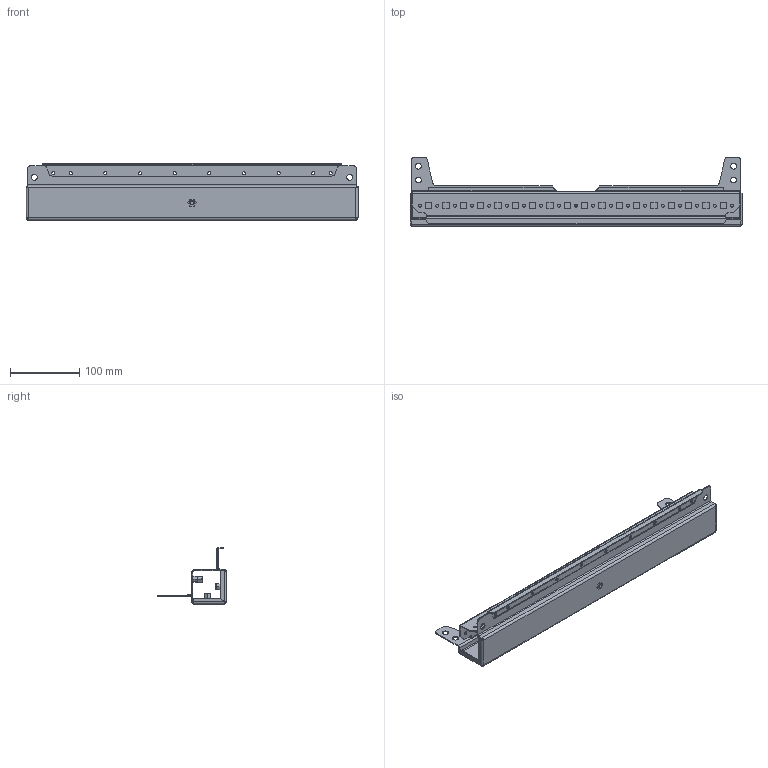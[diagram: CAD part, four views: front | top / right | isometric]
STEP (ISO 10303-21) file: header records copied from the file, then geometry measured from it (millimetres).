
FILE_DESCRIPTION (( 'STEP AP214' ), '1' );
FILE_NAME ('620.600.STEP', '2024-10-30T11:30:10', ( '' ), ( '' ), 'SwSTEP 2.0', 'SolidWorks 2021', '' );
FILE_SCHEMA (( 'AUTOMOTIVE_DESIGN' ));
Length unit declared in the file: millimetre
Products named in the file (4): 620.601; 620.600; Çàêëåïêà ðåçüáîâàÿ Ì6 øåñòèãðàííàÿ ñ óìåíüøåííûì áîðòîì; 620.602
Assembly tree (6 placements, depth 2):
  620.600
    620.601
    620.602
    Çàêëåïêà ðåçüáîâàÿ Ì6 øåñòèãðàííàÿ ñ óìåíüøåííûì áîðòîì  x4
Bounding box: 479 x 100.6 x 82.1 mm (x, y, z)
Volume: 178028.2 mm3; surface area: 244671.7 mm2
Topology: 6 solids, 6 shells, 554 faces, 1464 edges, 926 vertices
Faces by surface type: plane 346, cylinder 172, cone 24, bspline 12
Entity records: 16144 total; most frequent: CARTESIAN_POINT 3462, ORIENTED_EDGE 2580, DIRECTION 2506, EDGE_CURVE 1290, LINE 958, VECTOR 958, VERTEX_POINT 818, AXIS2_PLACEMENT_3D 774
